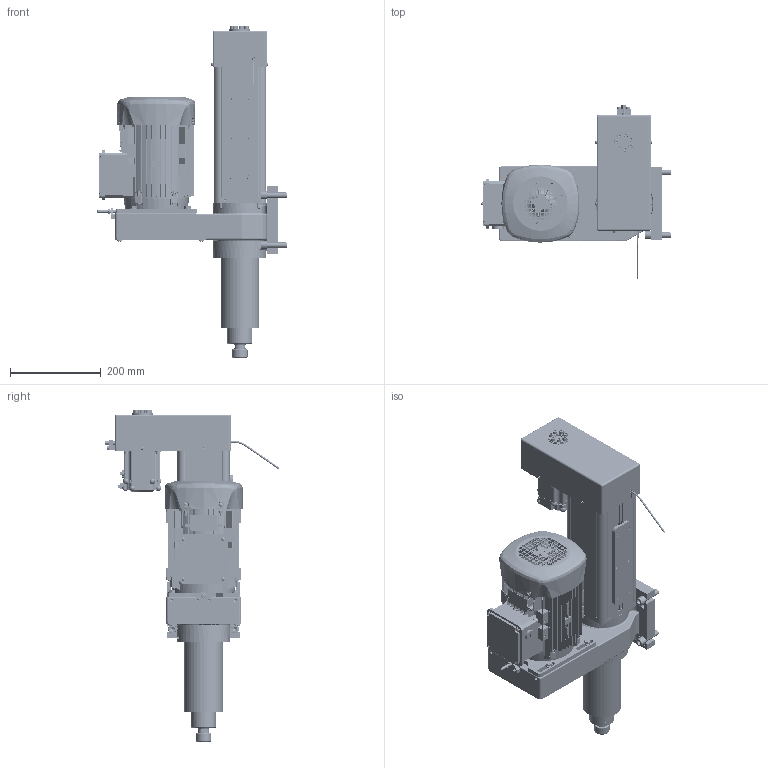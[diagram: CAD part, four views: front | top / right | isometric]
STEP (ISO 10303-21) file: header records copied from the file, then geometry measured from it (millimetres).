
FILE_DESCRIPTION(/* description */ ('Unknown'),/* implementation_level */ '2;1');
FILE_NAME(/* name */ 'CX.14',/* time_stamp */ '2024-11-20T11:51:46+01:00',/* author */ ('Unknown'),/* organization */ ('Unknown'),/* preprocessor_version */ 'ST-DEVELOPER v19.4',/* originating_system */ 'Solid Edge',/* authorisation */ 'Unknown');
FILE_SCHEMA (('AUTOMOTIVE_DESIGN {1 0 10303 214 3 1 1}'));
Products named in the file (1): CX.14
Bounding box: 417 x 384.63 x 732 mm (x, y, z)
Volume: 1526834.8 mm3; surface area: 1648749.7 mm2
Topology: 1 solids, 191 shells, 4422 faces, 13069 edges, 8769 vertices
Faces by surface type: plane 2294, cylinder 1363, cone 340, torus 216, bspline 146, sphere 63
Full cylindrical faces by diameter (mm): 2.3 x2, 2.5 x12, 2.7 x4, 3 x5, 3.6 x4, 3.666 x1, 3.7 x4, 3.709 x1, 4 x9, 4.134 x1, 4.2 x8, 4.6 x2, 4.65 x12, 5 x1, 5.35 x1, 5.5 x17, 5.8 x4, 6 x19, 6.647 x8, 7 x8, 8 x32, 8.5 x3, 10 x19, 10.5 x2, 11.6 x4, 12 x13, 14.5 x6, 16 x5, 18 x4, 18.3 x4
Entity records: 176570 total; most frequent: CARTESIAN_POINT 37486, DIRECTION 23279, ORIENTED_EDGE 22875, EDGE_CURVE 12346, VERTEX_POINT 8649, AXIS2_PLACEMENT_3D 8440, LINE 6399, VECTOR 6399
